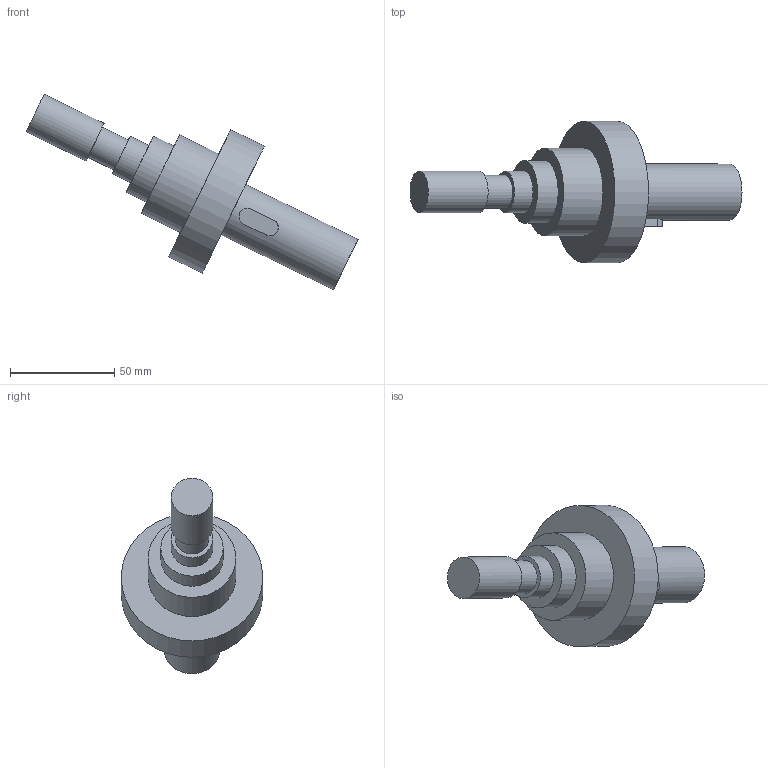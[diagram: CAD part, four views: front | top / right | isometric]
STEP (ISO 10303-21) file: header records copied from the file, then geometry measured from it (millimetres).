
FILE_DESCRIPTION(/* description */ (''),/* implementation_level */ '2;1');
FILE_NAME(/* name */ 'Eje + Chaveta 17012.stp',/* time_stamp */ '2021-01-08T15:36:43-03:00',/* author */ ('dieku'),/* organization */ (''),/* preprocessor_version */ 'ST-DEVELOPER v18.1',/* originating_system */ 'Autodesk Inventor 2021',/* authorisation */ '');
FILE_SCHEMA (('AUTOMOTIVE_DESIGN { 1 0 10303 214 3 1 1 }'));
Products named in the file (6): Ensamble intento 1 final; Eje Final; 5 Cilindros centrales; Cilindro Final diametro 20 largo 32; Cilindro Inicial con Corte; CHAVETA UNE 17012 8X7X20
Assembly tree (5 placements, depth 3):
  Ensamble intento 1 final
    Eje Final
      5 Cilindros centrales
      Cilindro Final diametro 20 largo 32
      Cilindro Inicial con Corte
    CHAVETA UNE 17012 8X7X20
Bounding box: 159.5 x 68 x 93.89 mm (x, y, z)
Volume: 153068.5 mm3; surface area: 25930.6 mm2
Topology: 4 solids, 4 shells, 28 faces, 66 edges, 53 vertices
Faces by surface type: plane 17, cylinder 11
Full cylindrical faces by diameter (mm): 16 x1, 20 x2, 27 x1, 30 x1, 42 x1, 68 x1
Entity records: 1083 total; most frequent: CARTESIAN_POINT 190, DIRECTION 172, ORIENTED_EDGE 124, AXIS2_PLACEMENT_3D 74, EDGE_CURVE 62, VERTEX_POINT 46, CIRCLE 35, EDGE_LOOP 32
